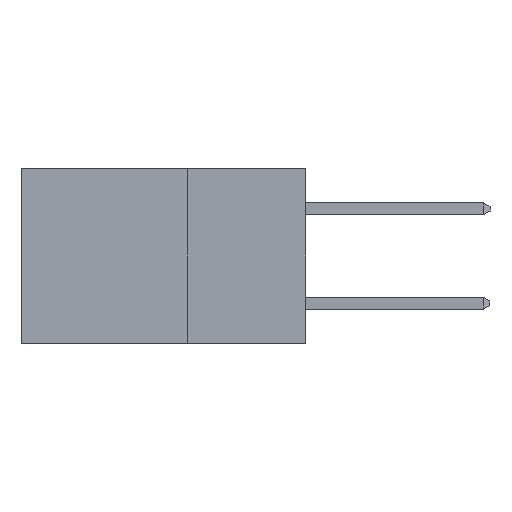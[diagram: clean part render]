
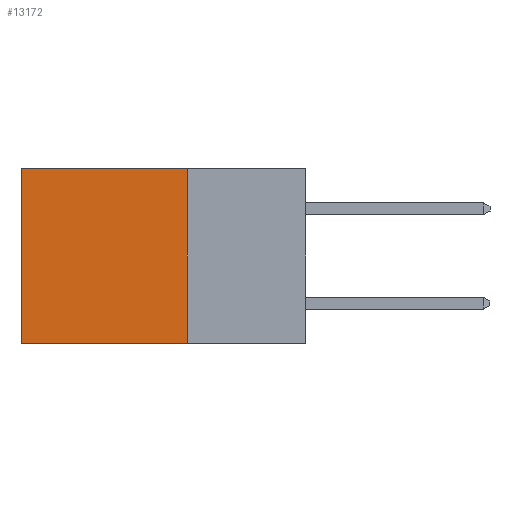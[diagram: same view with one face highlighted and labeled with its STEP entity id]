
A CAD part, left-side view. The second image highlights one B-rep face of the part: STEP entity #13172.
In plain terms, the highlighted planar face has unit normal (-1, 0, 0).
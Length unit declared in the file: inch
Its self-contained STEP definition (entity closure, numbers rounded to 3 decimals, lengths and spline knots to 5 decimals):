
#1326 = CARTESIAN_POINT ( 'NONE',  ( 0.298, 0.25, -0.37 ) ) ;
#1782 = DIRECTION ( 'NONE',  ( 0., 0., -1. ) ) ;
#2083 = LINE ( 'NONE', #15866, #10222 ) ;
#2157 = VERTEX_POINT ( 'NONE', #12936 ) ;
#2266 = EDGE_CURVE ( 'NONE', #20275, #2157, #18540, .T. ) ;
#2715 = LINE ( 'NONE', #20587, #15904 ) ;
#3828 = PLANE ( 'NONE',  #13039 ) ;
#4050 = EDGE_CURVE ( 'NONE', #13060, #13312, #2083, .T. ) ;
#4530 = EDGE_CURVE ( 'NONE', #13060, #20275, #9646, .T. ) ;
#4859 = VECTOR ( 'NONE', #13879, 39.37008 ) ;
#5592 = DIRECTION ( 'NONE',  ( 0., 0., -1. ) ) ;
#5964 = CARTESIAN_POINT ( 'NONE',  ( 0.298, 0.6, 0. ) ) ;
#6759 = CARTESIAN_POINT ( 'NONE',  ( 0.298, 0.25, 0. ) ) ;
#7186 = FACE_OUTER_BOUND ( 'NONE', #17813, .T. ) ;
#8542 = DIRECTION ( 'NONE',  ( 0., 0., -1. ) ) ;
#9646 = LINE ( 'NONE', #20454, #17625 ) ;
#10222 = VECTOR ( 'NONE', #17549, 39.37008 ) ;
#12936 = CARTESIAN_POINT ( 'NONE',  ( 0.298, 0.6, -0.37 ) ) ;
#13039 = AXIS2_PLACEMENT_3D ( 'NONE', #14149, #15856, #5592 ) ;
#13060 = VERTEX_POINT ( 'NONE', #6759 ) ;
#13172 = ADVANCED_FACE ( 'NONE', ( #7186 ), #3828, .F. ) ;
#13312 = VERTEX_POINT ( 'NONE', #5964 ) ;
#13879 = DIRECTION ( 'NONE',  ( 0., 1., 0. ) ) ;
#14149 = CARTESIAN_POINT ( 'NONE',  ( 0.298, 0.25, 0. ) ) ;
#15715 = ORIENTED_EDGE ( 'NONE', *, *, #2266, .F. ) ;
#15856 = DIRECTION ( 'NONE',  ( 1., 0., 0. ) ) ;
#15866 = CARTESIAN_POINT ( 'NONE',  ( 0.298, 0.25, 0. ) ) ;
#15904 = VECTOR ( 'NONE', #1782, 39.37008 ) ;
#17549 = DIRECTION ( 'NONE',  ( 0., 1., 0. ) ) ;
#17625 = VECTOR ( 'NONE', #8542, 39.37008 ) ;
#17813 = EDGE_LOOP ( 'NONE', ( #19424, #15715, #21433, #19466 ) ) ;
#18502 = CARTESIAN_POINT ( 'NONE',  ( 0.298, 0.25, -0.37 ) ) ;
#18540 = LINE ( 'NONE', #1326, #4859 ) ;
#18788 = EDGE_CURVE ( 'NONE', #13312, #2157, #2715, .T. ) ;
#19424 = ORIENTED_EDGE ( 'NONE', *, *, #18788, .T. ) ;
#19466 = ORIENTED_EDGE ( 'NONE', *, *, #4050, .T. ) ;
#20275 = VERTEX_POINT ( 'NONE', #18502 ) ;
#20454 = CARTESIAN_POINT ( 'NONE',  ( 0.298, 0.25, 0. ) ) ;
#20587 = CARTESIAN_POINT ( 'NONE',  ( 0.298, 0.6, 0. ) ) ;
#21433 = ORIENTED_EDGE ( 'NONE', *, *, #4530, .F. ) ;
